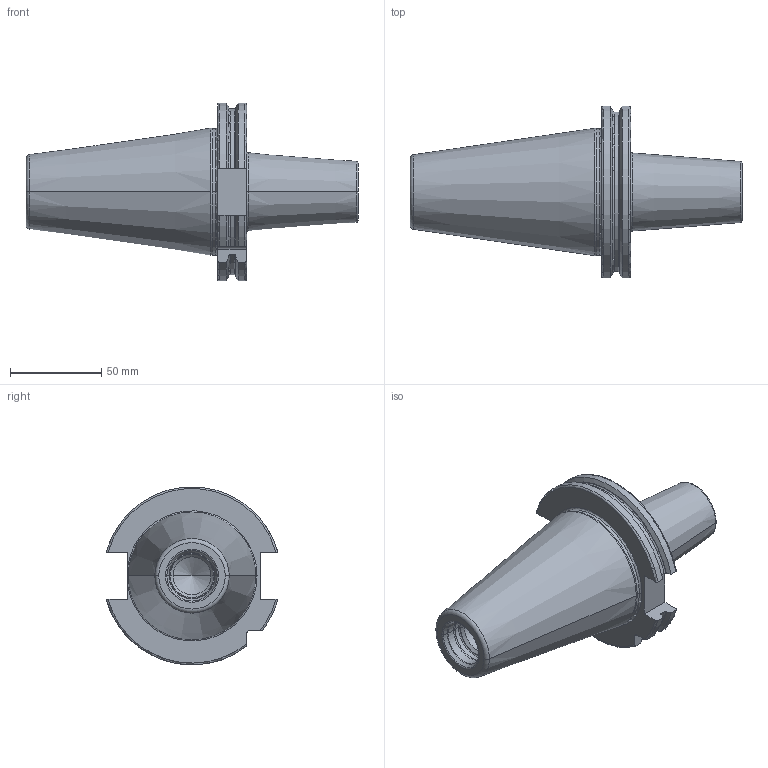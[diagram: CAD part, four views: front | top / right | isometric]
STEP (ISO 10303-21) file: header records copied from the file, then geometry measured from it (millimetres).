
FILE_DESCRIPTION((''),'2;1');
FILE_NAME('50-440-16-3','2011-09-06T',('mei'),(''),'PRO/ENGINEER BY PARAMETRIC TECHNOLOGY CORPORATION, 2010430','PRO/ENGINEER BY PARAMETRIC TECHNOLOGY CORPORATION, 2010430','');
FILE_SCHEMA(('CONFIG_CONTROL_DESIGN'));
Length unit declared in the file: millimetre
Products named in the file (1): 50-440-16-3
Bounding box: 181.6 x 94 x 97.29 mm (x, y, z)
Volume: 398930.4 mm3; surface area: 51863.7 mm2
Topology: 1 solids, 2 shells, 91 faces, 227 edges, 141 vertices
Faces by surface type: torus 28, cylinder 22, plane 21, cone 20
Entity records: 2951 total; most frequent: CARTESIAN_POINT 730, DIRECTION 479, ORIENTED_EDGE 446, EDGE_CURVE 225, AXIS2_PLACEMENT_3D 200, VERTEX_POINT 141, CIRCLE 108, EDGE_LOOP 96
